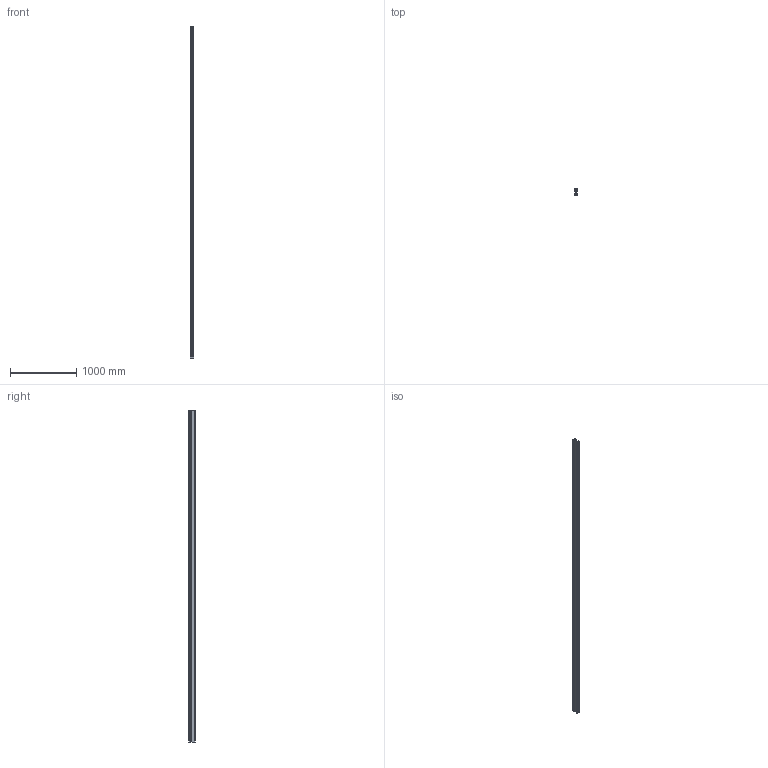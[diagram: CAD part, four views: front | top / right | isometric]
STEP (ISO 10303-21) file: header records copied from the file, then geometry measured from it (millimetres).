
FILE_DESCRIPTION (( 'STEP AP214' ), '1' );
FILE_NAME ('Unibeam with power rail_5mm.STEP', '2020-04-02T14:00:36', ( '' ), ( '' ), 'SwSTEP 2.0', 'SolidWorks 2019', '' );
FILE_SCHEMA (( 'AUTOMOTIVE_DESIGN' ));
Length unit declared in the file: millimetre
Products named in the file (1): Unibeam with power rail_5mm
Bounding box: 51 x 100 x 5002 mm (x, y, z)
Surface area: 3613827.3 mm2 (no closed solid volume)
Topology: 0 solids, 3 shells, 85 faces, 345 edges, 260 vertices
Faces by surface type: plane 64, cylinder 21
Entity records: 4600 total; most frequent: CARTESIAN_POINT 691, DIRECTION 625, ORIENTED_EDGE 535, EDGE_CURVE 345, VERTEX_POINT 260, LINE 237, VECTOR 237, AXIS2_PLACEMENT_3D 194
